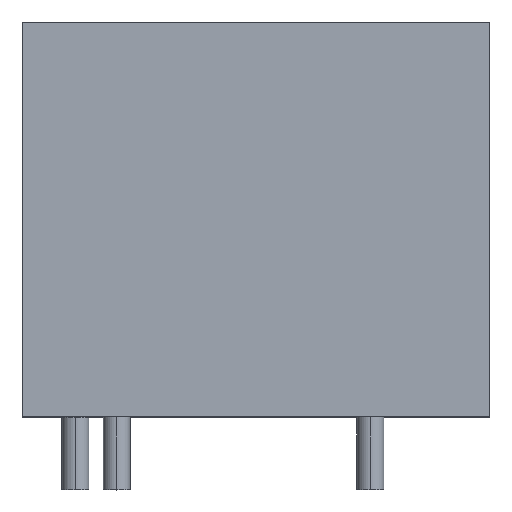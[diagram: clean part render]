
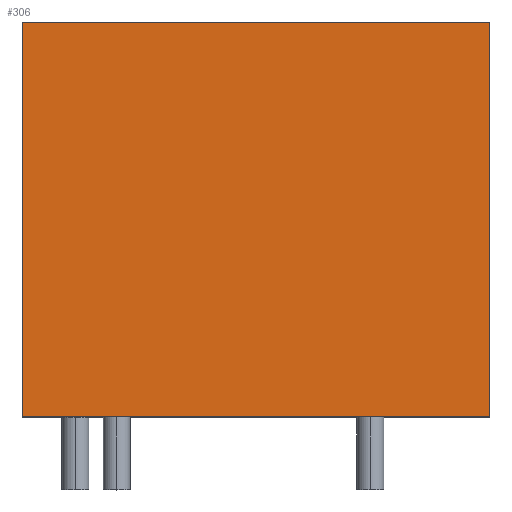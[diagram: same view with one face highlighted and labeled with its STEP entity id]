
A CAD part, top view. The second image highlights one B-rep face of the part: STEP entity #306.
In plain terms, the highlighted planar face has unit normal (0, 0, 1).
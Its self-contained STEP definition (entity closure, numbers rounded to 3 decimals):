
#12 = VECTOR ( 'NONE', #283, 1000. ) ;
#30 = PLANE ( 'NONE',  #113 ) ;
#45 = DIRECTION ( 'NONE',  ( 0., 0., -1. ) ) ;
#64 = LINE ( 'NONE', #387, #369 ) ;
#71 = CARTESIAN_POINT ( 'NONE',  ( 0., 0., 0. ) ) ;
#72 = EDGE_CURVE ( 'NONE', #522, #475, #231, .T. ) ;
#106 = EDGE_CURVE ( 'NONE', #281, #475, #213, .T. ) ;
#113 = AXIS2_PLACEMENT_3D ( 'NONE', #286, #45, #331 ) ;
#117 = VECTOR ( 'NONE', #206, 1000. ) ;
#182 = ORIENTED_EDGE ( 'NONE', *, *, #245, .F. ) ;
#206 = DIRECTION ( 'NONE',  ( 1., 0., 0. ) ) ;
#213 = LINE ( 'NONE', #370, #12 ) ;
#226 = CARTESIAN_POINT ( 'NONE',  ( 22.5, 0., 0. ) ) ;
#227 = ORIENTED_EDGE ( 'NONE', *, *, #106, .F. ) ;
#230 = DIRECTION ( 'NONE',  ( 0., -1., 0. ) ) ;
#231 = LINE ( 'NONE', #333, #117 ) ;
#245 = EDGE_CURVE ( 'NONE', #516, #281, #64, .T. ) ;
#260 = VECTOR ( 'NONE', #230, 1000. ) ;
#279 = LINE ( 'NONE', #287, #260 ) ;
#281 = VERTEX_POINT ( 'NONE', #389 ) ;
#283 = DIRECTION ( 'NONE',  ( 0., -1., 0. ) ) ;
#286 = CARTESIAN_POINT ( 'NONE',  ( 0., 19., 0. ) ) ;
#287 = CARTESIAN_POINT ( 'NONE',  ( 0., 19., 0. ) ) ;
#297 = EDGE_CURVE ( 'NONE', #516, #522, #279, .T. ) ;
#305 = ORIENTED_EDGE ( 'NONE', *, *, #72, .T. ) ;
#306 = ADVANCED_FACE ( 'NONE', ( #467 ), #30, .F. ) ;
#331 = DIRECTION ( 'NONE',  ( -1., 0., 0. ) ) ;
#333 = CARTESIAN_POINT ( 'NONE',  ( 0., 0., 0. ) ) ;
#369 = VECTOR ( 'NONE', #466, 1000. ) ;
#370 = CARTESIAN_POINT ( 'NONE',  ( 22.5, 19., 0. ) ) ;
#387 = CARTESIAN_POINT ( 'NONE',  ( 0., 19., 0. ) ) ;
#389 = CARTESIAN_POINT ( 'NONE',  ( 22.5, 19., 0. ) ) ;
#398 = ORIENTED_EDGE ( 'NONE', *, *, #297, .T. ) ;
#447 = CARTESIAN_POINT ( 'NONE',  ( 0., 19., 0. ) ) ;
#466 = DIRECTION ( 'NONE',  ( 1., 0., 0. ) ) ;
#467 = FACE_OUTER_BOUND ( 'NONE', #487, .T. ) ;
#475 = VERTEX_POINT ( 'NONE', #226 ) ;
#487 = EDGE_LOOP ( 'NONE', ( #305, #227, #182, #398 ) ) ;
#516 = VERTEX_POINT ( 'NONE', #447 ) ;
#522 = VERTEX_POINT ( 'NONE', #71 ) ;
